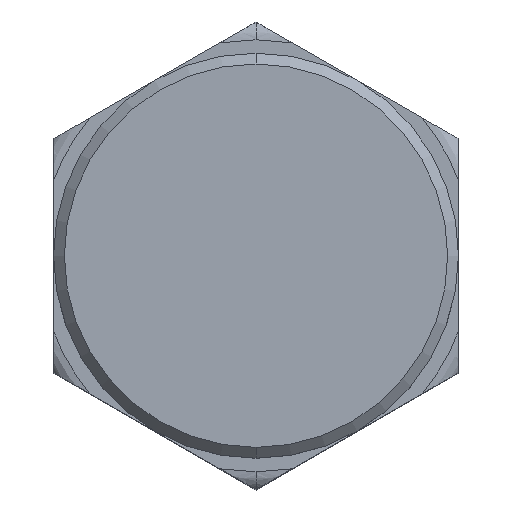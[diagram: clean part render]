
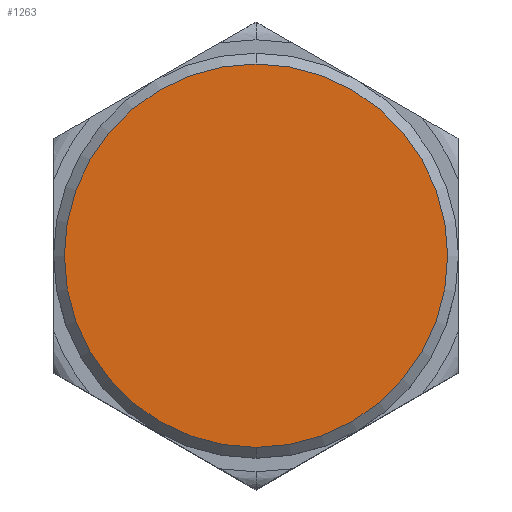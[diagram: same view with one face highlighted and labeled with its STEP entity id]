
A CAD part, top view. The second image highlights one B-rep face of the part: STEP entity #1263.
In plain terms, the highlighted planar face has unit normal (0, 0, 1).
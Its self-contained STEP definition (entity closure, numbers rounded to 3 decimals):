
#22 = DIRECTION ( 'NONE',  ( 0., 1., 0. ) ) ;
#101 = ORIENTED_EDGE ( 'NONE', *, *, #446, .F. ) ;
#125 = CIRCLE ( 'NONE', #361, 14.2 ) ;
#171 = CARTESIAN_POINT ( 'NONE',  ( 0., 14.2, 20. ) ) ;
#198 = DIRECTION ( 'NONE',  ( 0., 0., -1. ) ) ;
#260 = FACE_OUTER_BOUND ( 'NONE', #752, .T. ) ;
#274 = DIRECTION ( 'NONE',  ( 0., 0., -1. ) ) ;
#285 = VERTEX_POINT ( 'NONE', #171 ) ;
#287 = CARTESIAN_POINT ( 'NONE',  ( 0., 0., 20. ) ) ;
#355 = ORIENTED_EDGE ( 'NONE', *, *, #1009, .F. ) ;
#361 = AXIS2_PLACEMENT_3D ( 'NONE', #407, #198, #22 ) ;
#368 = DIRECTION ( 'NONE',  ( 0., 0., 1. ) ) ;
#381 = PLANE ( 'NONE',  #386 ) ;
#386 = AXIS2_PLACEMENT_3D ( 'NONE', #1236, #368, #771 ) ;
#407 = CARTESIAN_POINT ( 'NONE',  ( 0., 0., 20. ) ) ;
#446 = EDGE_CURVE ( 'NONE', #769, #285, #125, .T. ) ;
#694 = AXIS2_PLACEMENT_3D ( 'NONE', #287, #274, #1082 ) ;
#737 = CARTESIAN_POINT ( 'NONE',  ( 0., -14.2, 20. ) ) ;
#752 = EDGE_LOOP ( 'NONE', ( #355, #101 ) ) ;
#769 = VERTEX_POINT ( 'NONE', #737 ) ;
#771 = DIRECTION ( 'NONE',  ( 1., 0., 0. ) ) ;
#1009 = EDGE_CURVE ( 'NONE', #285, #769, #1231, .T. ) ;
#1082 = DIRECTION ( 'NONE',  ( 0., 1., 0. ) ) ;
#1231 = CIRCLE ( 'NONE', #694, 14.2 ) ;
#1236 = CARTESIAN_POINT ( 'NONE',  ( -14.2, -14.37, 20. ) ) ;
#1263 = ADVANCED_FACE ( 'NONE', ( #260 ), #381, .T. ) ;
